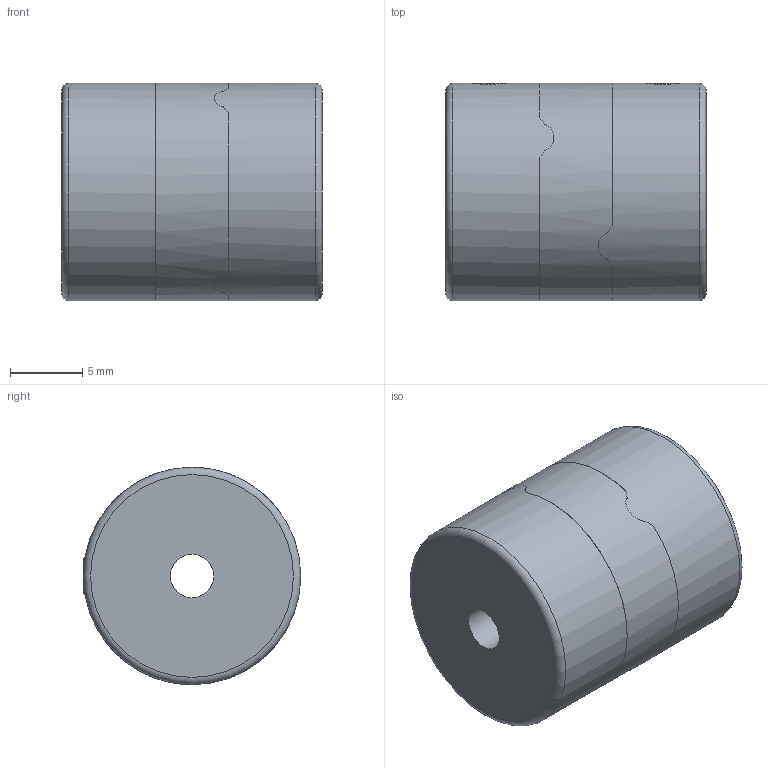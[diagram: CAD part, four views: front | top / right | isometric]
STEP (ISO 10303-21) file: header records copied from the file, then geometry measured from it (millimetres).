
FILE_DESCRIPTION(/* description */ ('STEP AP214'),/* implementation_level */ '2;1');
FILE_NAME(/* name */ 'XGS-15-3-5',/* time_stamp */ '2024-06-05T11:15:45+02:00',/* author */ ('License CC BY-ND 4.0'),/* organization */ ('CADENAS'),/* preprocessor_version */ 'ST-DEVELOPER v19.3',/* originating_system */ 'PARTsolutions',/* authorisation */ ' ');
FILE_SCHEMA (('AUTOMOTIVE_DESIGN {1 0 10303 214 3 1 1}'));
Length unit declared in the file: millimetre
Products named in the file (6): XGS-15-3-5; XGS-15 - 3-5 - Hub 1; XGS-15 - 3-5 - rubber1; XGS-15 - 3-5 - Hub 2; XGS-15 - 3-5 -bolt2; XGS-15 - 3-5 -bolt
Assembly tree (5 placements, depth 2):
  XGS-15-3-5
    XGS-15 - 3-5 - Hub 1
    XGS-15 - 3-5 - rubber1
    XGS-15 - 3-5 - Hub 2
    XGS-15 - 3-5 -bolt2
    XGS-15 - 3-5 -bolt
Bounding box: 18 x 15 x 15 mm (x, y, z)
Volume: 2864.7 mm3; surface area: 2260.4 mm2
Topology: 5 solids, 5 shells, 60 faces, 146 edges, 95 vertices
Faces by surface type: plane 40, cylinder 14, cone 4, torus 2
Full cylindrical faces by diameter (mm): 2.459 x2, 3 x3, 5 x1, 6 x1, 15 x3
Entity records: 1858 total; most frequent: CARTESIAN_POINT 371, DIRECTION 289, ORIENTED_EDGE 246, EDGE_CURVE 123, AXIS2_PLACEMENT_3D 115, VERTEX_POINT 88, EDGE_LOOP 85, FACE_BOUND 85
